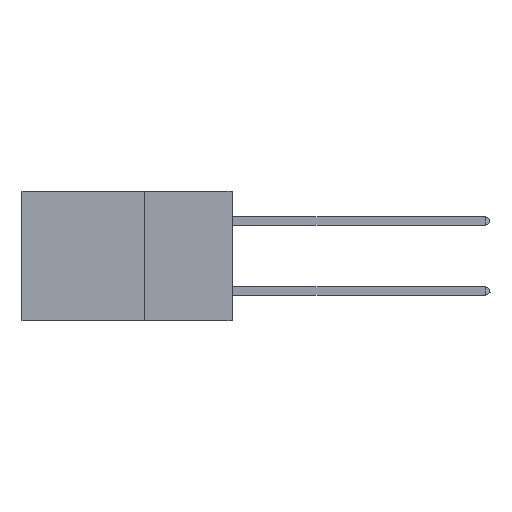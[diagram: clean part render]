
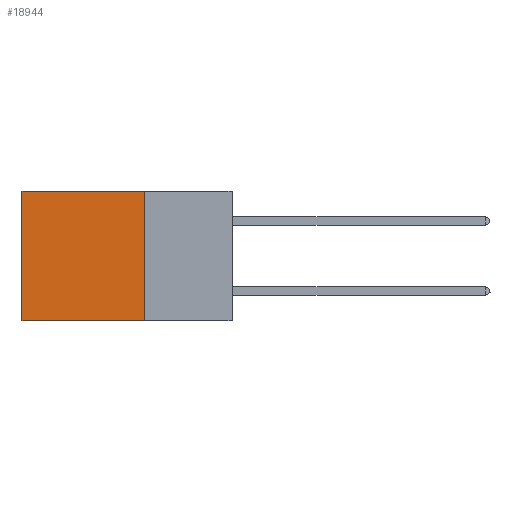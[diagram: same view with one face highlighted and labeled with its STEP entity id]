
A CAD part, left-side view. The second image highlights one B-rep face of the part: STEP entity #18944.
In plain terms, the highlighted planar face has unit normal (-1, 0, 0).
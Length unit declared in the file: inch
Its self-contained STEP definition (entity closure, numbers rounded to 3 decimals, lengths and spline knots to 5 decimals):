
#456 = CARTESIAN_POINT ( 'NONE',  ( 0.2875, 0.6, -0.37 ) ) ;
#574 = CARTESIAN_POINT ( 'NONE',  ( 0.2875, 0.25, 0. ) ) ;
#1558 = PLANE ( 'NONE',  #19357 ) ;
#1679 = CARTESIAN_POINT ( 'NONE',  ( 0.2875, 0.25, 0. ) ) ;
#2472 = CARTESIAN_POINT ( 'NONE',  ( 0.2875, 0.25, 0. ) ) ;
#3105 = LINE ( 'NONE', #11835, #18998 ) ;
#4390 = EDGE_LOOP ( 'NONE', ( #8254, #11279, #22587, #18199 ) ) ;
#5022 = DIRECTION ( 'NONE',  ( 1., 0., 0. ) ) ;
#5714 = LINE ( 'NONE', #15729, #21916 ) ;
#5861 = DIRECTION ( 'NONE',  ( 0., 1., 0. ) ) ;
#5960 = EDGE_CURVE ( 'NONE', #23266, #8405, #24007, .T. ) ;
#8254 = ORIENTED_EDGE ( 'NONE', *, *, #18857, .T. ) ;
#8405 = VERTEX_POINT ( 'NONE', #22507 ) ;
#8572 = VERTEX_POINT ( 'NONE', #16574 ) ;
#10343 = DIRECTION ( 'NONE',  ( 0., 0., -1. ) ) ;
#11022 = VECTOR ( 'NONE', #19114, 39.37008 ) ;
#11279 = ORIENTED_EDGE ( 'NONE', *, *, #14272, .F. ) ;
#11835 = CARTESIAN_POINT ( 'NONE',  ( 0.2875, 0.6, 0. ) ) ;
#13729 = DIRECTION ( 'NONE',  ( 0., 0., -1. ) ) ;
#14272 = EDGE_CURVE ( 'NONE', #8405, #20715, #5714, .T. ) ;
#14304 = FACE_OUTER_BOUND ( 'NONE', #4390, .T. ) ;
#15103 = CARTESIAN_POINT ( 'NONE',  ( 0.2875, 0.25, 0. ) ) ;
#15241 = EDGE_CURVE ( 'NONE', #23266, #8572, #23477, .T. ) ;
#15729 = CARTESIAN_POINT ( 'NONE',  ( 0.2875, 0.25, -0.37 ) ) ;
#16574 = CARTESIAN_POINT ( 'NONE',  ( 0.2875, 0.6, 0. ) ) ;
#17835 = DIRECTION ( 'NONE',  ( 0., 0., -1. ) ) ;
#18199 = ORIENTED_EDGE ( 'NONE', *, *, #15241, .T. ) ;
#18857 = EDGE_CURVE ( 'NONE', #8572, #20715, #3105, .T. ) ;
#18944 = ADVANCED_FACE ( 'NONE', ( #14304 ), #1558, .F. ) ;
#18998 = VECTOR ( 'NONE', #17835, 39.37008 ) ;
#19114 = DIRECTION ( 'NONE',  ( 0., 1., 0. ) ) ;
#19357 = AXIS2_PLACEMENT_3D ( 'NONE', #574, #5022, #10343 ) ;
#20715 = VERTEX_POINT ( 'NONE', #456 ) ;
#21916 = VECTOR ( 'NONE', #5861, 39.37008 ) ;
#22507 = CARTESIAN_POINT ( 'NONE',  ( 0.2875, 0.25, -0.37 ) ) ;
#22587 = ORIENTED_EDGE ( 'NONE', *, *, #5960, .F. ) ;
#23266 = VERTEX_POINT ( 'NONE', #2472 ) ;
#23477 = LINE ( 'NONE', #15103, #11022 ) ;
#24007 = LINE ( 'NONE', #1679, #24964 ) ;
#24964 = VECTOR ( 'NONE', #13729, 39.37008 ) ;
